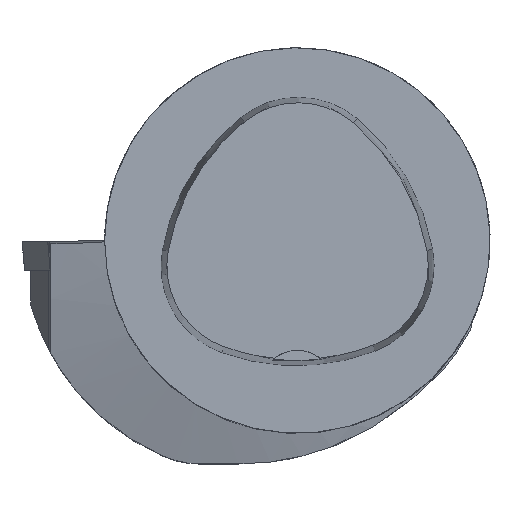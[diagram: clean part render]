
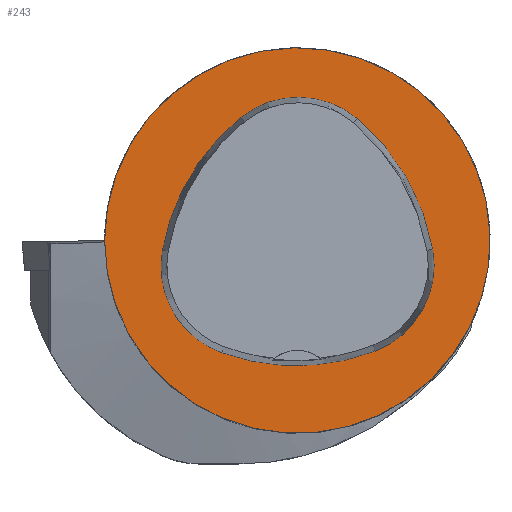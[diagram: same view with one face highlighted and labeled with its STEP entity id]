
A CAD part, top view. The second image highlights one B-rep face of the part: STEP entity #243.
In plain terms, the highlighted planar face has unit normal (0, 0, 1).
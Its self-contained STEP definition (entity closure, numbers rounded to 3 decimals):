
#243=ADVANCED_FACE('',(#473,#474),#291,.T.);
#291=PLANE('',#1356);
#473=FACE_BOUND('',#530,.T.);
#474=FACE_BOUND('',#531,.T.);
#530=EDGE_LOOP('',(#760,#761,#762,#763,#764,#765));
#531=EDGE_LOOP('',(#766));
#760=ORIENTED_EDGE('',*,*,#1112,.T.);
#761=ORIENTED_EDGE('',*,*,#1092,.T.);
#762=ORIENTED_EDGE('',*,*,#1096,.T.);
#763=ORIENTED_EDGE('',*,*,#1099,.T.);
#764=ORIENTED_EDGE('',*,*,#1102,.T.);
#765=ORIENTED_EDGE('',*,*,#1110,.T.);
#766=ORIENTED_EDGE('',*,*,#1069,.F.);
#948=VERTEX_POINT('',#2053);
#962=VERTEX_POINT('',#2117);
#963=VERTEX_POINT('',#2118);
#966=VERTEX_POINT('',#2126);
#968=VERTEX_POINT('',#2132);
#970=VERTEX_POINT('',#2138);
#977=VERTEX_POINT('',#2159);
#1069=EDGE_CURVE('',#948,#948,#1161,.T.);
#1092=EDGE_CURVE('',#962,#963,#1162,.T.);
#1096=EDGE_CURVE('',#963,#966,#1164,.T.);
#1099=EDGE_CURVE('',#966,#968,#1166,.T.);
#1102=EDGE_CURVE('',#968,#970,#1168,.T.);
#1110=EDGE_CURVE('',#970,#977,#1172,.T.);
#1112=EDGE_CURVE('',#977,#962,#1174,.T.);
#1161=CIRCLE('',#1316,31.5);
#1162=CIRCLE('',#1334,36.);
#1164=CIRCLE('',#1337,15.);
#1166=CIRCLE('',#1340,36.);
#1168=CIRCLE('',#1343,15.);
#1172=CIRCLE('',#1348,36.);
#1174=CIRCLE('',#1351,15.);
#1316=AXIS2_PLACEMENT_3D('',#2052,#1557,#1558);
#1334=AXIS2_PLACEMENT_3D('',#2116,#1602,#1603);
#1337=AXIS2_PLACEMENT_3D('',#2125,#1610,#1611);
#1340=AXIS2_PLACEMENT_3D('',#2131,#1617,#1618);
#1343=AXIS2_PLACEMENT_3D('',#2137,#1624,#1625);
#1348=AXIS2_PLACEMENT_3D('',#2160,#1636,#1637);
#1351=AXIS2_PLACEMENT_3D('',#2163,#1642,#1643);
#1356=AXIS2_PLACEMENT_3D('',#2168,#1652,#1653);
#1557=DIRECTION('',(0.,0.,-1.));
#1558=DIRECTION('',(-1.,0.,0.));
#1602=DIRECTION('',(0.,0.,-1.));
#1603=DIRECTION('',(-1.,0.,0.));
#1610=DIRECTION('',(0.,0.,-1.));
#1611=DIRECTION('',(-1.,0.,0.));
#1617=DIRECTION('',(0.,0.,-1.));
#1618=DIRECTION('',(-1.,0.,0.));
#1624=DIRECTION('',(0.,0.,-1.));
#1625=DIRECTION('',(-1.,0.,0.));
#1636=DIRECTION('',(0.,0.,-1.));
#1637=DIRECTION('',(-1.,0.,0.));
#1642=DIRECTION('',(0.,0.,-1.));
#1643=DIRECTION('',(-1.,0.,0.));
#1652=DIRECTION('',(0.,0.,1.));
#1653=DIRECTION('',(1.,0.,0.));
#2052=CARTESIAN_POINT('',(0.,0.,0.));
#2053=CARTESIAN_POINT('',(-31.5,0.,0.));
#2116=CARTESIAN_POINT('',(13.398,-7.893,0.));
#2117=CARTESIAN_POINT('',(-22.041,-1.562,0.));
#2118=CARTESIAN_POINT('',(-9.317,20.036,0.));
#2125=CARTESIAN_POINT('',(0.148,8.399,0.));
#2126=CARTESIAN_POINT('',(9.779,19.898,0.));
#2131=CARTESIAN_POINT('',(-13.337,-7.7,0.));
#2132=CARTESIAN_POINT('',(22.122,-1.48,0.));
#2137=CARTESIAN_POINT('',(7.347,-4.071,0.));
#2138=CARTESIAN_POINT('',(12.693,-18.087,0.));
#2159=CARTESIAN_POINT('',(-12.373,-18.307,0.));
#2160=CARTESIAN_POINT('',(-0.137,15.55,0.));
#2163=CARTESIAN_POINT('',(-7.275,-4.2,0.));
#2168=CARTESIAN_POINT('',(0.,0.,0.));
